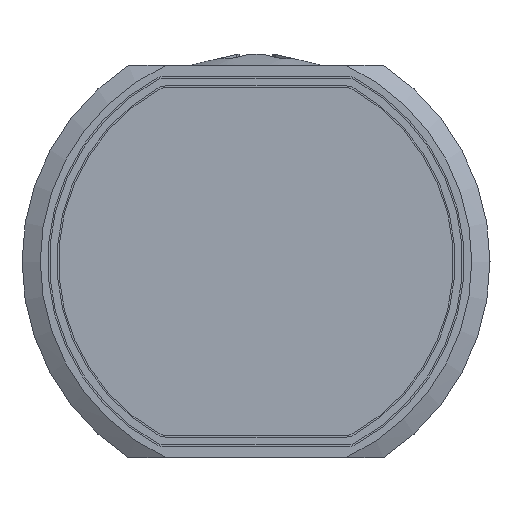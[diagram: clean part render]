
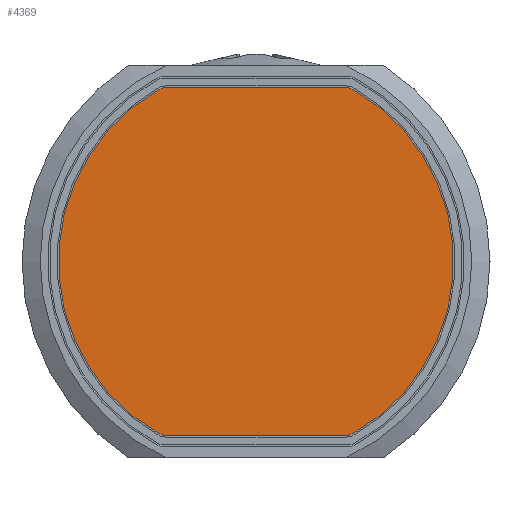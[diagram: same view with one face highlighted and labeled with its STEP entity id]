
A CAD part, left-side view. The second image highlights one B-rep face of the part: STEP entity #4369.
In plain terms, the highlighted planar face has unit normal (-1, 0, 0).
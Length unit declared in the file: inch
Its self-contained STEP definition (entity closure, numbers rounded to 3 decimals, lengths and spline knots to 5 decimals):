
#13 = ORIENTED_EDGE ( 'NONE', *, *, #512, .T. ) ;
#92 = DIRECTION ( 'NONE',  ( 1., 0., 0. ) ) ;
#130 = CARTESIAN_POINT ( 'NONE',  ( 0.00197, 0.13415, 0.26378 ) ) ;
#179 = CARTESIAN_POINT ( 'NONE',  ( 0.00197, -0.13415, -0.23622 ) ) ;
#258 = EDGE_LOOP ( 'NONE', ( #13, #2431, #3310, #4115, #3179, #1659, #2466, #2088 ) ) ;
#445 = CARTESIAN_POINT ( 'NONE',  ( 0.00197, 0.14776, -0.26018 ) ) ;
#512 = EDGE_CURVE ( 'NONE', #1432, #949, #626, .T. ) ;
#612 = DIRECTION ( 'NONE',  ( 0., 0., -1. ) ) ;
#626 = LINE ( 'NONE', #2023, #4304 ) ;
#822 = CIRCLE ( 'NONE', #1349, 0.02756 ) ;
#949 = VERTEX_POINT ( 'NONE', #3143 ) ;
#958 = EDGE_CURVE ( 'NONE', #4506, #3609, #2706, .T. ) ;
#970 = CARTESIAN_POINT ( 'NONE',  ( 0.00197, 0., 0. ) ) ;
#1108 = CIRCLE ( 'NONE', #4393, 0.29921 ) ;
#1134 = CARTESIAN_POINT ( 'NONE',  ( 0.00197, 0.14776, 0.26018 ) ) ;
#1203 = LINE ( 'NONE', #2339, #3250 ) ;
#1332 = DIRECTION ( 'NONE',  ( 1., 0., 0. ) ) ;
#1349 = AXIS2_PLACEMENT_3D ( 'NONE', #2631, #4114, #2699 ) ;
#1432 = VERTEX_POINT ( 'NONE', #4479 ) ;
#1455 = CIRCLE ( 'NONE', #2677, 0.02756 ) ;
#1464 = DIRECTION ( 'NONE',  ( 0., 0., -1. ) ) ;
#1577 = CARTESIAN_POINT ( 'NONE',  ( 0.00197, -0.14776, -0.26018 ) ) ;
#1598 = DIRECTION ( 'NONE',  ( 0., 0., -1. ) ) ;
#1626 = CARTESIAN_POINT ( 'NONE',  ( 0.00197, -0.14776, 0.26018 ) ) ;
#1659 = ORIENTED_EDGE ( 'NONE', *, *, #2911, .F. ) ;
#1701 = DIRECTION ( 'NONE',  ( 0., -1., 0. ) ) ;
#1799 = VERTEX_POINT ( 'NONE', #130 ) ;
#1801 = CARTESIAN_POINT ( 'NONE',  ( 0.00197, 0.13415, -0.23622 ) ) ;
#1829 = VERTEX_POINT ( 'NONE', #1577 ) ;
#1975 = DIRECTION ( 'NONE',  ( 1., 0., 0. ) ) ;
#2023 = CARTESIAN_POINT ( 'NONE',  ( 0.00197, -0.13415, -0.26378 ) ) ;
#2059 = AXIS2_PLACEMENT_3D ( 'NONE', #2160, #4673, #2139 ) ;
#2088 = ORIENTED_EDGE ( 'NONE', *, *, #3147, .F. ) ;
#2139 = DIRECTION ( 'NONE',  ( 0., 0., -1. ) ) ;
#2160 = CARTESIAN_POINT ( 'NONE',  ( 0.00197, 0.13512, 0.23839 ) ) ;
#2181 = DIRECTION ( 'NONE',  ( 1., 0., 0. ) ) ;
#2241 = EDGE_CURVE ( 'NONE', #1829, #949, #1455, .T. ) ;
#2339 = CARTESIAN_POINT ( 'NONE',  ( 0.00197, 0.13415, 0.26378 ) ) ;
#2431 = ORIENTED_EDGE ( 'NONE', *, *, #2241, .F. ) ;
#2466 = ORIENTED_EDGE ( 'NONE', *, *, #2976, .F. ) ;
#2631 = CARTESIAN_POINT ( 'NONE',  ( 0.00197, 0.13415, 0.23622 ) ) ;
#2656 = DIRECTION ( 'NONE',  ( 0., 0., -1. ) ) ;
#2677 = AXIS2_PLACEMENT_3D ( 'NONE', #179, #1975, #3098 ) ;
#2690 = CARTESIAN_POINT ( 'NONE',  ( 0.00197, -0.13415, 0.26378 ) ) ;
#2699 = DIRECTION ( 'NONE',  ( 0., 0., -1. ) ) ;
#2706 = CIRCLE ( 'NONE', #3322, 0.02756 ) ;
#2785 = VERTEX_POINT ( 'NONE', #1134 ) ;
#2911 = EDGE_CURVE ( 'NONE', #2785, #1799, #822, .T. ) ;
#2962 = EDGE_CURVE ( 'NONE', #4506, #1799, #1203, .T. ) ;
#2976 = EDGE_CURVE ( 'NONE', #3688, #2785, #3863, .T. ) ;
#3080 = CARTESIAN_POINT ( 'NONE',  ( 0.00197, 0., 0. ) ) ;
#3098 = DIRECTION ( 'NONE',  ( 0., 0., -1. ) ) ;
#3143 = CARTESIAN_POINT ( 'NONE',  ( 0.00197, -0.13415, -0.26378 ) ) ;
#3147 = EDGE_CURVE ( 'NONE', #1432, #3688, #3161, .T. ) ;
#3161 = CIRCLE ( 'NONE', #4084, 0.02756 ) ;
#3179 = ORIENTED_EDGE ( 'NONE', *, *, #2962, .T. ) ;
#3250 = VECTOR ( 'NONE', #3802, 39.37008 ) ;
#3310 = ORIENTED_EDGE ( 'NONE', *, *, #3381, .F. ) ;
#3322 = AXIS2_PLACEMENT_3D ( 'NONE', #4601, #1332, #1598 ) ;
#3381 = EDGE_CURVE ( 'NONE', #3609, #1829, #1108, .T. ) ;
#3486 = AXIS2_PLACEMENT_3D ( 'NONE', #3080, #92, #2656 ) ;
#3609 = VERTEX_POINT ( 'NONE', #1626 ) ;
#3688 = VERTEX_POINT ( 'NONE', #445 ) ;
#3802 = DIRECTION ( 'NONE',  ( 0., 1., 0. ) ) ;
#3863 = CIRCLE ( 'NONE', #3486, 0.29921 ) ;
#4084 = AXIS2_PLACEMENT_3D ( 'NONE', #1801, #2181, #1464 ) ;
#4114 = DIRECTION ( 'NONE',  ( 1., 0., 0. ) ) ;
#4115 = ORIENTED_EDGE ( 'NONE', *, *, #958, .F. ) ;
#4304 = VECTOR ( 'NONE', #1701, 39.37008 ) ;
#4313 = FACE_OUTER_BOUND ( 'NONE', #258, .T. ) ;
#4369 = ADVANCED_FACE ( 'NONE', ( #4313 ), #4650, .F. ) ;
#4393 = AXIS2_PLACEMENT_3D ( 'NONE', #970, #4595, #612 ) ;
#4479 = CARTESIAN_POINT ( 'NONE',  ( 0.00197, 0.13415, -0.26378 ) ) ;
#4506 = VERTEX_POINT ( 'NONE', #2690 ) ;
#4595 = DIRECTION ( 'NONE',  ( 1., 0., 0. ) ) ;
#4601 = CARTESIAN_POINT ( 'NONE',  ( 0.00197, -0.13415, 0.23622 ) ) ;
#4650 = PLANE ( 'NONE',  #2059 ) ;
#4673 = DIRECTION ( 'NONE',  ( 1., 0., 0. ) ) ;
